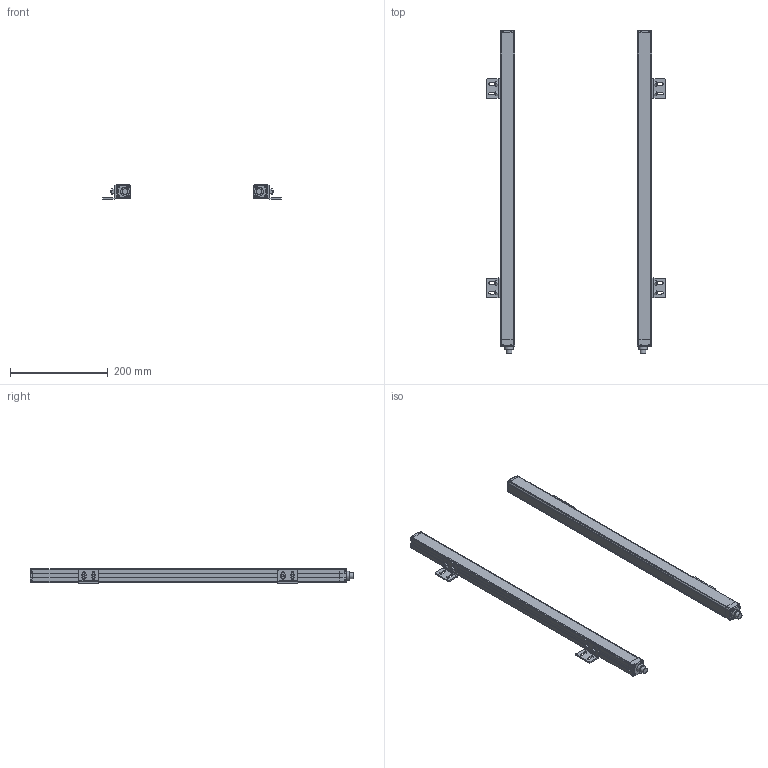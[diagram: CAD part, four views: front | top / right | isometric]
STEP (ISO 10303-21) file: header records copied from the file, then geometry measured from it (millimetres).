
FILE_DESCRIPTION( ( 'Unknown' ), '1' );
FILE_NAME( 'LS_600_fig.stp', 'Unknown', ( 'Unknown' ), ( 'Unknown' ), 'PSStep 17.0.49', 'Unknown', ' ' );
FILE_SCHEMA( ( 'AUTOMOTIVE_DESIGN { 1 0 10303 214 1 1 1 1 }' ) );
Length unit declared in the file: millimetre
Products named in the file (23): Assem1
Assembly tree (22 placements, depth 2):
  Assem1
    (unnamed)
    (unnamed)
    (unnamed)
    (unnamed)
    (unnamed)
    (unnamed)
    (unnamed)
    (unnamed)
    (unnamed)
    (unnamed)
    (unnamed)
    (unnamed)
    (unnamed)
    (unnamed)
    (unnamed)
    (unnamed)
    (unnamed)
    (unnamed)
    (unnamed)
    (unnamed)
    (unnamed)
    (unnamed)
Bounding box: 366 x 663 x 29.33 mm (x, y, z)
Volume: 1038495.5 mm3; surface area: 244482.9 mm2
Topology: 22 solids, 22 shells, 1096 faces, 2902 edges, 1942 vertices
Faces by surface type: plane 606, cylinder 474, torus 16
Full cylindrical faces by diameter (mm): 2.5 x16, 2.6 x8, 3 x16, 5 x32, 5.5 x8, 8.885 x8, 12 x2, 18 x2
Entity records: 34029 total; most frequent: CARTESIAN_POINT 6091, DIRECTION 5900, ORIENTED_EDGE 5512, EDGE_CURVE 2756, AXIS2_PLACEMENT_3D 2075, VERTEX_POINT 1904, LINE 1750, VECTOR 1750
